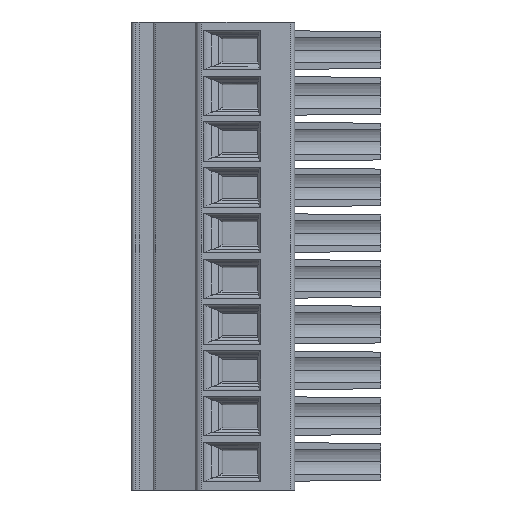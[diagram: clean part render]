
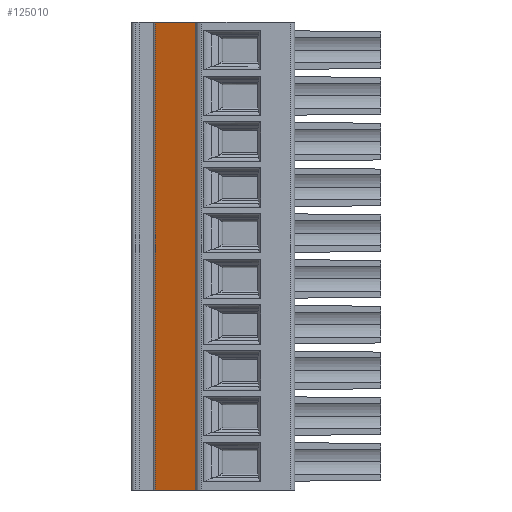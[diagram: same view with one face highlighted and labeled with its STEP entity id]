
A CAD part, left-side view. The second image highlights one B-rep face of the part: STEP entity #125010.
In plain terms, the highlighted face is planar.
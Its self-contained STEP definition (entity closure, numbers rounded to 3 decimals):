
#20590=CARTESIAN_POINT('',(5.48,7.6
   ,-5.65));
#20600=VERTEX_POINT('',#20590);
#20630=CARTESIAN_POINT('',(4.363,10.668
   ,-5.65));
#20640=DIRECTION('',(0.342,-0.94,
   0.));
#20650=VECTOR('',#20640,1.);
#20660=LINE('',#20630,#20650);
#20670=CARTESIAN_POINT('',(4.363,10.668
   ,-5.65));
#20680=VERTEX_POINT('',#20670);
#20690=EDGE_CURVE('',#20680,#20600,#20660,.T.);
#124710=CARTESIAN_POINT('',(5.48,
   7.6,14.));
#124720=DIRECTION('',(0.94,0.342,
   0.));
#124730=DIRECTION('',(0.342,-0.94,
   0.));
#124740=AXIS2_PLACEMENT_3D('',#124710,#124720,#124730);
#124750=PLANE('',#124740);
#124760=ORIENTED_EDGE('',*,*,#20690,.F.);
#124770=CARTESIAN_POINT('',(5.48,
   7.6,28.));
#124780=DIRECTION('',(0.,0.,
   -1.));
#124790=VECTOR('',#124780,1.);
#124800=LINE('',#124770,#124790);
#124810=CARTESIAN_POINT('',(5.48,
   7.6,30.15));
#124820=VERTEX_POINT('',#124810);
#124830=EDGE_CURVE('',#124820,#20600,#124800,.T.);
#124840=ORIENTED_EDGE('',*,*,#124830,.T.);
#124850=CARTESIAN_POINT('',(23.428,
   -41.711,30.15));
#124860=DIRECTION('',(0.342,-0.94,
   0.));
#124870=VECTOR('',#124860,1.);
#124880=LINE('',#124850,#124870);
#124890=CARTESIAN_POINT('',(4.363,
   10.668,30.15));
#124900=VERTEX_POINT('',#124890);
#124910=EDGE_CURVE('',#124900,#124820,#124880,.T.);
#124920=ORIENTED_EDGE('',*,*,#124910,.T.);
#124930=CARTESIAN_POINT('',(4.363,
   10.668,28.));
#124940=DIRECTION('',(0.,0.,
   -1.));
#124950=VECTOR('',#124940,1.);
#124960=LINE('',#124930,#124950);
#124970=EDGE_CURVE('',#124900,#20680,#124960,.T.);
#124980=ORIENTED_EDGE('',*,*,#124970,.F.);
#124990=EDGE_LOOP('',(#124980,#124920,#124840,#124760));
#125000=FACE_OUTER_BOUND('',#124990,.T.);
#125010=ADVANCED_FACE('',(#125000),#124750,.T.);
